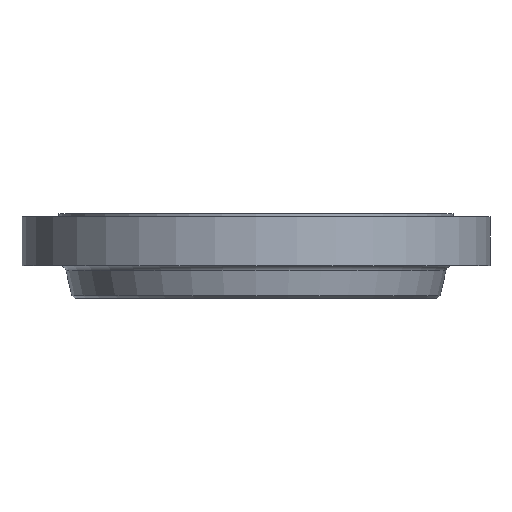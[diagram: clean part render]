
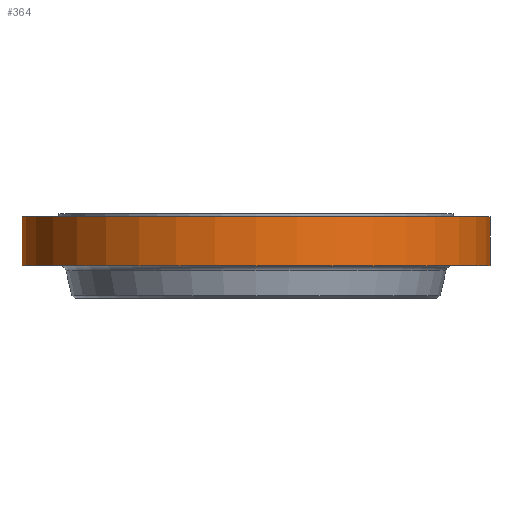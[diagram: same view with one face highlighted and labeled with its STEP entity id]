
A CAD part, front view. The second image highlights one B-rep face of the part: STEP entity #364.
In plain terms, the highlighted cylindrical face has radius 485.775 mm (diameter 971.55 mm), a partial arc.
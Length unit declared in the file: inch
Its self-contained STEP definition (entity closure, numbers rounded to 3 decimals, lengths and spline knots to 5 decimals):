
#61 = CIRCLE ( 'NONE', #1561, 19.125 ) ;
#364 = ADVANCED_FACE ( 'NONE', ( #1162 ), #1366, .T. ) ;
#510 = LINE ( 'NONE', #1908, #2103 ) ;
#650 = CARTESIAN_POINT ( 'NONE',  ( 19.125, 0., 0. ) ) ;
#752 = DIRECTION ( 'NONE',  ( 1., 0., 0. ) ) ;
#777 = CARTESIAN_POINT ( 'NONE',  ( 0., 0., 0. ) ) ;
#802 = CARTESIAN_POINT ( 'NONE',  ( 0., 0., -4.25 ) ) ;
#841 = LINE ( 'NONE', #650, #2445 ) ;
#1149 = CARTESIAN_POINT ( 'NONE',  ( 0., 0., -0.25 ) ) ;
#1162 = FACE_OUTER_BOUND ( 'NONE', #2119, .T. ) ;
#1199 = DIRECTION ( 'NONE',  ( 1., 0., 0. ) ) ;
#1204 = EDGE_CURVE ( 'NONE', #1618, #1829, #510, .T. ) ;
#1242 = DIRECTION ( 'NONE',  ( 0., 0., 1. ) ) ;
#1262 = CIRCLE ( 'NONE', #1609, 19.125 ) ;
#1273 = CARTESIAN_POINT ( 'NONE',  ( -19.125, 0., -4.25 ) ) ;
#1296 = VERTEX_POINT ( 'NONE', #1731 ) ;
#1366 = CYLINDRICAL_SURFACE ( 'NONE', #1422, 19.125 ) ;
#1422 = AXIS2_PLACEMENT_3D ( 'NONE', #777, #1574, #2374 ) ;
#1456 = ORIENTED_EDGE ( 'NONE', *, *, #1893, .T. ) ;
#1561 = AXIS2_PLACEMENT_3D ( 'NONE', #802, #1834, #1199 ) ;
#1566 = CARTESIAN_POINT ( 'NONE',  ( 19.125, 0., -0.25 ) ) ;
#1574 = DIRECTION ( 'NONE',  ( 0., 0., 1. ) ) ;
#1609 = AXIS2_PLACEMENT_3D ( 'NONE', #1149, #1955, #752 ) ;
#1618 = VERTEX_POINT ( 'NONE', #1273 ) ;
#1625 = ORIENTED_EDGE ( 'NONE', *, *, #2207, .F. ) ;
#1627 = ORIENTED_EDGE ( 'NONE', *, *, #2272, .T. ) ;
#1731 = CARTESIAN_POINT ( 'NONE',  ( 19.125, 0., -4.25 ) ) ;
#1829 = VERTEX_POINT ( 'NONE', #2151 ) ;
#1834 = DIRECTION ( 'NONE',  ( 0., 0., 1. ) ) ;
#1886 = ORIENTED_EDGE ( 'NONE', *, *, #1204, .F. ) ;
#1893 = EDGE_CURVE ( 'NONE', #1296, #2170, #841, .T. ) ;
#1908 = CARTESIAN_POINT ( 'NONE',  ( -19.125, 0., 0. ) ) ;
#1955 = DIRECTION ( 'NONE',  ( 0., 0., 1. ) ) ;
#2103 = VECTOR ( 'NONE', #2507, 39.37008 ) ;
#2119 = EDGE_LOOP ( 'NONE', ( #1886, #1627, #1456, #1625 ) ) ;
#2151 = CARTESIAN_POINT ( 'NONE',  ( -19.125, 0., -0.25 ) ) ;
#2170 = VERTEX_POINT ( 'NONE', #1566 ) ;
#2207 = EDGE_CURVE ( 'NONE', #1829, #2170, #1262, .T. ) ;
#2272 = EDGE_CURVE ( 'NONE', #1618, #1296, #61, .T. ) ;
#2374 = DIRECTION ( 'NONE',  ( 1., 0., 0. ) ) ;
#2445 = VECTOR ( 'NONE', #1242, 39.37008 ) ;
#2507 = DIRECTION ( 'NONE',  ( 0., 0., 1. ) ) ;
